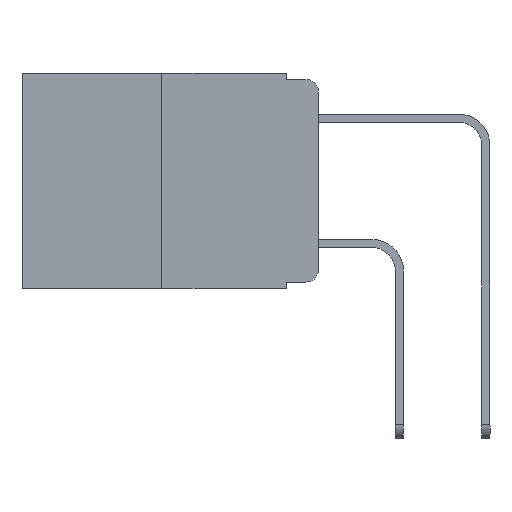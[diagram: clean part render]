
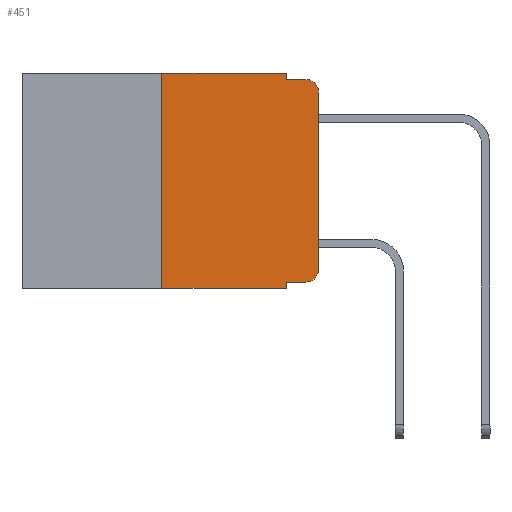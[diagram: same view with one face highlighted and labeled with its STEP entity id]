
A CAD part, left-side view. The second image highlights one B-rep face of the part: STEP entity #451.
In plain terms, the highlighted planar face has unit normal (-1, 0, 0).
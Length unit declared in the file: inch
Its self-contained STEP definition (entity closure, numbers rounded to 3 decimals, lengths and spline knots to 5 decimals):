
#84 = ORIENTED_EDGE ( 'NONE', *, *, #10221, .T. ) ;
#129 = VECTOR ( 'NONE', #9090, 39.37008 ) ;
#451 = ADVANCED_FACE ( 'NONE', ( #11702 ), #1672, .F. ) ;
#509 = LINE ( 'NONE', #1461, #11474 ) ;
#690 = DIRECTION ( 'NONE',  ( 0., 0., -1. ) ) ;
#749 = VECTOR ( 'NONE', #13130, 39.37008 ) ;
#819 = LINE ( 'NONE', #879, #9688 ) ;
#879 = CARTESIAN_POINT ( 'NONE',  ( 0., 0., 0. ) ) ;
#893 = CARTESIAN_POINT ( 'NONE',  ( 0., 0.02, -0.01 ) ) ;
#1078 = CARTESIAN_POINT ( 'NONE',  ( 0., 0.051, -0.333 ) ) ;
#1163 = CARTESIAN_POINT ( 'NONE',  ( 0., 0.473, 0. ) ) ;
#1196 = AXIS2_PLACEMENT_3D ( 'NONE', #2028, #12244, #1828 ) ;
#1205 = DIRECTION ( 'NONE',  ( 0., 0., -1. ) ) ;
#1461 = CARTESIAN_POINT ( 'NONE',  ( 0., 0.051, 0. ) ) ;
#1672 = PLANE ( 'NONE',  #1876 ) ;
#1828 = DIRECTION ( 'NONE',  ( 0., 0., -1. ) ) ;
#1876 = AXIS2_PLACEMENT_3D ( 'NONE', #5724, #9665, #7534 ) ;
#2028 = CARTESIAN_POINT ( 'NONE',  ( 0., 0.02, -0.03 ) ) ;
#2205 = EDGE_CURVE ( 'NONE', #7187, #4010, #509, .T. ) ;
#2375 = ORIENTED_EDGE ( 'NONE', *, *, #11953, .F. ) ;
#2503 = ORIENTED_EDGE ( 'NONE', *, *, #12864, .T. ) ;
#3009 = VECTOR ( 'NONE', #12808, 39.37008 ) ;
#3488 = VECTOR ( 'NONE', #4413, 39.37008 ) ;
#3501 = ORIENTED_EDGE ( 'NONE', *, *, #12814, .T. ) ;
#3971 = VERTEX_POINT ( 'NONE', #6286 ) ;
#4010 = VERTEX_POINT ( 'NONE', #11770 ) ;
#4283 = LINE ( 'NONE', #1163, #3488 ) ;
#4357 = VECTOR ( 'NONE', #8075, 39.37008 ) ;
#4413 = DIRECTION ( 'NONE',  ( 0., -1., 0. ) ) ;
#4667 = CARTESIAN_POINT ( 'NONE',  ( 0., 0.051, 0. ) ) ;
#4696 = LINE ( 'NONE', #8735, #3009 ) ;
#4798 = CIRCLE ( 'NONE', #1196, 0.02 ) ;
#4958 = VERTEX_POINT ( 'NONE', #8589 ) ;
#5066 = LINE ( 'NONE', #1078, #4357 ) ;
#5551 = ORIENTED_EDGE ( 'NONE', *, *, #11348, .F. ) ;
#5718 = VERTEX_POINT ( 'NONE', #10352 ) ;
#5724 = CARTESIAN_POINT ( 'NONE',  ( 0., 0.473, 0. ) ) ;
#5755 = VERTEX_POINT ( 'NONE', #8347 ) ;
#5978 = CARTESIAN_POINT ( 'NONE',  ( 0., 0.25, -0.343 ) ) ;
#6286 = CARTESIAN_POINT ( 'NONE',  ( 0., 0.25, 0. ) ) ;
#6816 = LINE ( 'NONE', #4667, #9283 ) ;
#7017 = DIRECTION ( 'NONE',  ( 0., 0., 1. ) ) ;
#7185 = CARTESIAN_POINT ( 'NONE',  ( 0., 0.051, -0.01 ) ) ;
#7187 = VERTEX_POINT ( 'NONE', #7895 ) ;
#7534 = DIRECTION ( 'NONE',  ( 0., 0., -1. ) ) ;
#7895 = CARTESIAN_POINT ( 'NONE',  ( 0., 0.051, -0.333 ) ) ;
#8006 = EDGE_CURVE ( 'NONE', #10731, #3971, #4696, .T. ) ;
#8075 = DIRECTION ( 'NONE',  ( 0., -1., 0. ) ) ;
#8143 = CARTESIAN_POINT ( 'NONE',  ( 0., 0.473, -0.343 ) ) ;
#8347 = CARTESIAN_POINT ( 'NONE',  ( 0., 0.02, -0.333 ) ) ;
#8437 = VERTEX_POINT ( 'NONE', #893 ) ;
#8533 = DIRECTION ( 'NONE',  ( 0., 0., -1. ) ) ;
#8589 = CARTESIAN_POINT ( 'NONE',  ( 0., 0., -0.03 ) ) ;
#8735 = CARTESIAN_POINT ( 'NONE',  ( 0., 0.25, 0. ) ) ;
#8802 = CIRCLE ( 'NONE', #12399, 0.02 ) ;
#9046 = EDGE_CURVE ( 'NONE', #5755, #11768, #8802, .T. ) ;
#9065 = LINE ( 'NONE', #7185, #749 ) ;
#9090 = DIRECTION ( 'NONE',  ( 0., -1., 0. ) ) ;
#9283 = VECTOR ( 'NONE', #690, 39.37008 ) ;
#9665 = DIRECTION ( 'NONE',  ( 1., 0., 0. ) ) ;
#9688 = VECTOR ( 'NONE', #7017, 39.37008 ) ;
#9864 = ORIENTED_EDGE ( 'NONE', *, *, #9046, .T. ) ;
#9999 = ORIENTED_EDGE ( 'NONE', *, *, #11594, .T. ) ;
#10221 = EDGE_CURVE ( 'NONE', #7187, #5755, #5066, .T. ) ;
#10352 = CARTESIAN_POINT ( 'NONE',  ( 0., 0.051, 0. ) ) ;
#10410 = VERTEX_POINT ( 'NONE', #11509 ) ;
#10552 = DIRECTION ( 'NONE',  ( -1., 0., 0. ) ) ;
#10731 = VERTEX_POINT ( 'NONE', #5978 ) ;
#10972 = LINE ( 'NONE', #8143, #129 ) ;
#11348 = EDGE_CURVE ( 'NONE', #3971, #5718, #4283, .T. ) ;
#11474 = VECTOR ( 'NONE', #8533, 39.37008 ) ;
#11509 = CARTESIAN_POINT ( 'NONE',  ( 0., 0.051, -0.01 ) ) ;
#11555 = ORIENTED_EDGE ( 'NONE', *, *, #2205, .F. ) ;
#11594 = EDGE_CURVE ( 'NONE', #11768, #4958, #819, .T. ) ;
#11633 = ORIENTED_EDGE ( 'NONE', *, *, #8006, .F. ) ;
#11702 = FACE_OUTER_BOUND ( 'NONE', #12976, .T. ) ;
#11768 = VERTEX_POINT ( 'NONE', #12027 ) ;
#11770 = CARTESIAN_POINT ( 'NONE',  ( 0., 0.051, -0.343 ) ) ;
#11953 = EDGE_CURVE ( 'NONE', #10410, #8437, #9065, .T. ) ;
#12027 = CARTESIAN_POINT ( 'NONE',  ( 0., 0., -0.313 ) ) ;
#12093 = ORIENTED_EDGE ( 'NONE', *, *, #12742, .F. ) ;
#12244 = DIRECTION ( 'NONE',  ( -1., 0., 0. ) ) ;
#12399 = AXIS2_PLACEMENT_3D ( 'NONE', #12500, #10552, #1205 ) ;
#12500 = CARTESIAN_POINT ( 'NONE',  ( 0., 0.02, -0.313 ) ) ;
#12742 = EDGE_CURVE ( 'NONE', #5718, #10410, #6816, .T. ) ;
#12808 = DIRECTION ( 'NONE',  ( 0., 0., 1. ) ) ;
#12814 = EDGE_CURVE ( 'NONE', #10731, #4010, #10972, .T. ) ;
#12864 = EDGE_CURVE ( 'NONE', #4958, #8437, #4798, .T. ) ;
#12976 = EDGE_LOOP ( 'NONE', ( #9999, #2503, #2375, #12093, #5551, #11633, #3501, #11555, #84, #9864 ) ) ;
#13130 = DIRECTION ( 'NONE',  ( 0., -1., 0. ) ) ;
